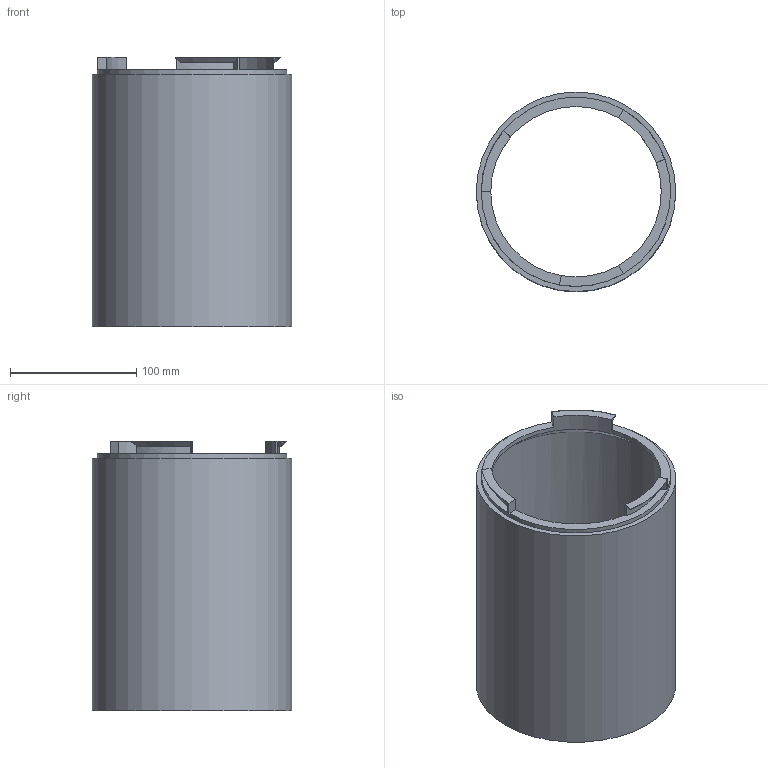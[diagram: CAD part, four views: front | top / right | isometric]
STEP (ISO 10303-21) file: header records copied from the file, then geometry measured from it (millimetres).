
FILE_DESCRIPTION(/* description */ (''),/* implementation_level */ '2;1');
FILE_NAME(/* name */ 'ex-vent v6top.step',/* time_stamp */ '2024-01-22T15:04:51-08:00',/* author */ (''),/* organization */ (''),/* preprocessor_version */ 'ST-DEVELOPER v20',/* originating_system */ 'Autodesk Translation Framework v12.14.0.127',/* authorisation */ '');
FILE_SCHEMA (('AUTOMOTIVE_DESIGN { 1 0 10303 214 3 1 1 }'));
Length unit declared in the file: millimetre
Products named in the file (1): ex-vent
Bounding box: 158 x 158 x 213.5 mm (x, y, z)
Volume: 384003.1 mm3; surface area: 217765.9 mm2
Topology: 1 solids, 1 shells, 43 faces, 122 edges, 81 vertices
Faces by surface type: plane 25, cylinder 11, cone 4, bspline 3
Full cylindrical faces by diameter (mm): 135 x1, 150 x1, 151 x4, 158 x1
Entity records: 2384 total; most frequent: CARTESIAN_POINT 1250, ORIENTED_EDGE 244, DIRECTION 218, EDGE_CURVE 122, VERTEX_POINT 81, AXIS2_PLACEMENT_3D 78, LINE 62, VECTOR 62
